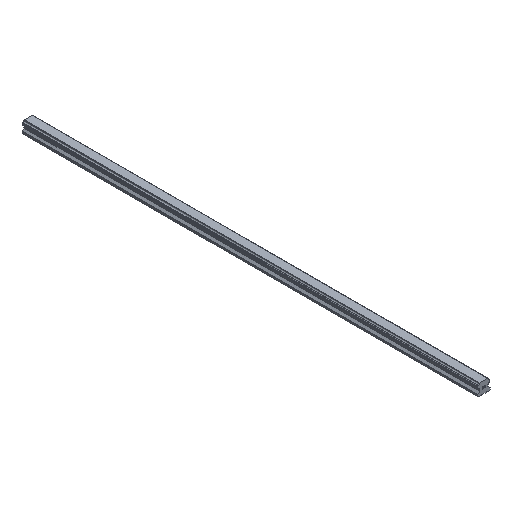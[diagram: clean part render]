
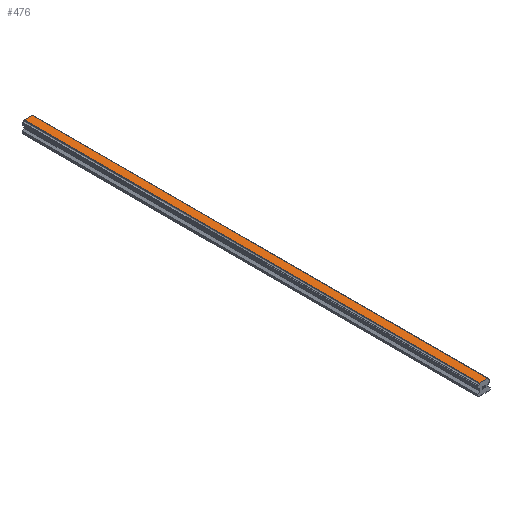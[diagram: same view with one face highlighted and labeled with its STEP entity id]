
A CAD part, isometric view. The second image highlights one B-rep face of the part: STEP entity #476.
In plain terms, the highlighted planar face has unit normal (0, 0, 1).
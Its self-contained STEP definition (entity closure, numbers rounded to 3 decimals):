
#476=ADVANCED_FACE('',(#987),#988,.T.);
#987=FACE_OUTER_BOUND('',#1513,.T.);
#988=PLANE('',#1514);
#1513=EDGE_LOOP('',(#2920,#2921,#2922,#2923));
#1514=AXIS2_PLACEMENT_3D('',#2924,#2925,#2926);
#2920=ORIENTED_EDGE('',*,*,#3541,.T.);
#2921=ORIENTED_EDGE('',*,*,#3670,.F.);
#2922=ORIENTED_EDGE('',*,*,#3405,.T.);
#2923=ORIENTED_EDGE('',*,*,#3668,.T.);
#2924=CARTESIAN_POINT('',(0.,1050.0,26.));
#2925=DIRECTION('',(0.0,0.0,1.0));
#2926=DIRECTION('',(-1.0,0.0,0.0));
#3405=EDGE_CURVE('',#4172,#4170,#4173,.T.);
#3541=EDGE_CURVE('',#4399,#4397,#4400,.T.);
#3668=EDGE_CURVE('',#4170,#4399,#4550,.T.);
#3670=EDGE_CURVE('',#4172,#4397,#4552,.T.);
#4170=VERTEX_POINT('',#5232);
#4172=VERTEX_POINT('',#5235);
#4173=LINE('',#5236,#5237);
#4397=VERTEX_POINT('',#5549);
#4399=VERTEX_POINT('',#5552);
#4400=LINE('',#5553,#5554);
#4550=LINE('',#5742,#5743);
#4552=LINE('',#5745,#5746);
#5232=CARTESIAN_POINT('',(-9.342,1050.0,26.));
#5235=CARTESIAN_POINT('',(9.342,1050.0,26.));
#5236=CARTESIAN_POINT('',(9.342,1050.0,26.));
#5237=VECTOR('',#6110,1.0);
#5549=CARTESIAN_POINT('',(9.342,0.0,26.));
#5552=CARTESIAN_POINT('',(-9.342,0.0,26.));
#5553=CARTESIAN_POINT('',(9.342,0.0,26.));
#5554=VECTOR('',#6266,1.0);
#5742=CARTESIAN_POINT('',(-9.342,1050.0,26.));
#5743=VECTOR('',#6416,1.0);
#5745=CARTESIAN_POINT('',(9.342,1050.0,26.));
#5746=VECTOR('',#6417,1.0);
#6110=DIRECTION('',(-1.0,0.0,0.0));
#6266=DIRECTION('',(1.0,0.0,0.0));
#6416=DIRECTION('',(0.0,-1.0,0.0));
#6417=DIRECTION('',(0.0,-1.0,0.0));
